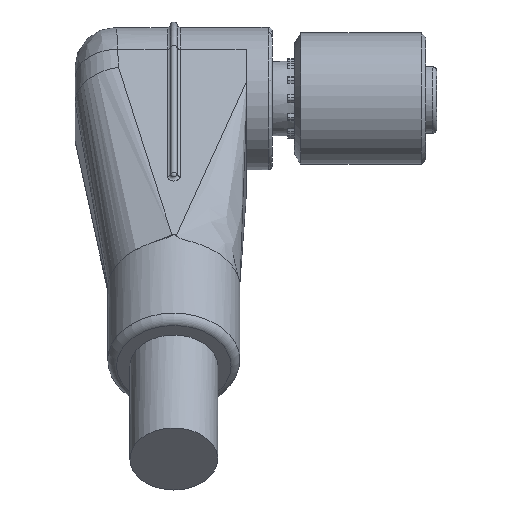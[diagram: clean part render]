
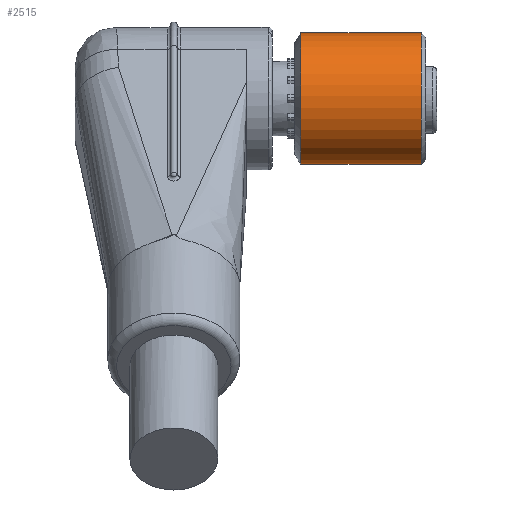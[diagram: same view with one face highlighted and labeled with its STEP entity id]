
A CAD part, front view. The second image highlights one B-rep face of the part: STEP entity #2515.
In plain terms, the highlighted cylindrical face has radius 3 mm (diameter 6 mm), a full revolution.
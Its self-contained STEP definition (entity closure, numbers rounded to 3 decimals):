
#140=CYLINDRICAL_SURFACE($,#2713,3.);
#483=FACE_BOUND($,#688,.T.);
#518=FACE_OUTER_BOUND($,#687,.T.);
#687=EDGE_LOOP($,(#1724));
#688=EDGE_LOOP($,(#1725));
#911=CIRCLE($,#2714,3.);
#912=CIRCLE($,#2715,3.);
#1089=VERTEX_POINT($,#3937);
#1090=VERTEX_POINT($,#3939);
#1342=EDGE_CURVE($,#1089,#1089,#911,.T.);
#1343=EDGE_CURVE($,#1090,#1090,#912,.T.);
#1724=ORIENTED_EDGE($,*,*,#1342,.T.);
#1725=ORIENTED_EDGE($,*,*,#1343,.T.);
#2515=ADVANCED_FACE($,(#518,#483),#140,.T.);
#2713=AXIS2_PLACEMENT_3D($,#3936,#3102,#3103);
#2714=AXIS2_PLACEMENT_3D($,#3938,#3104,#3105);
#2715=AXIS2_PLACEMENT_3D($,#3940,#3106,#3107);
#3102=DIRECTION('center_axis',(-1.,0.,0.));
#3103=DIRECTION('ref_axis',(0.,-0.139,0.99));
#3104=DIRECTION('center_axis',(1.,0.,0.));
#3105=DIRECTION('ref_axis',(0.,0.139,-0.99));
#3106=DIRECTION('center_axis',(-1.,0.,0.));
#3107=DIRECTION('ref_axis',(0.,-0.139,0.99));
#3936=CARTESIAN_POINT('Origin',(-1.8,0.,
0.));
#3937=CARTESIAN_POINT('',(4.489,0.418,-2.971));
#3938=CARTESIAN_POINT('Origin',(4.489,0.,
0.));
#3939=CARTESIAN_POINT('',(10.,-0.418,2.971));
#3940=CARTESIAN_POINT('Origin',(10.,0.,0.));
